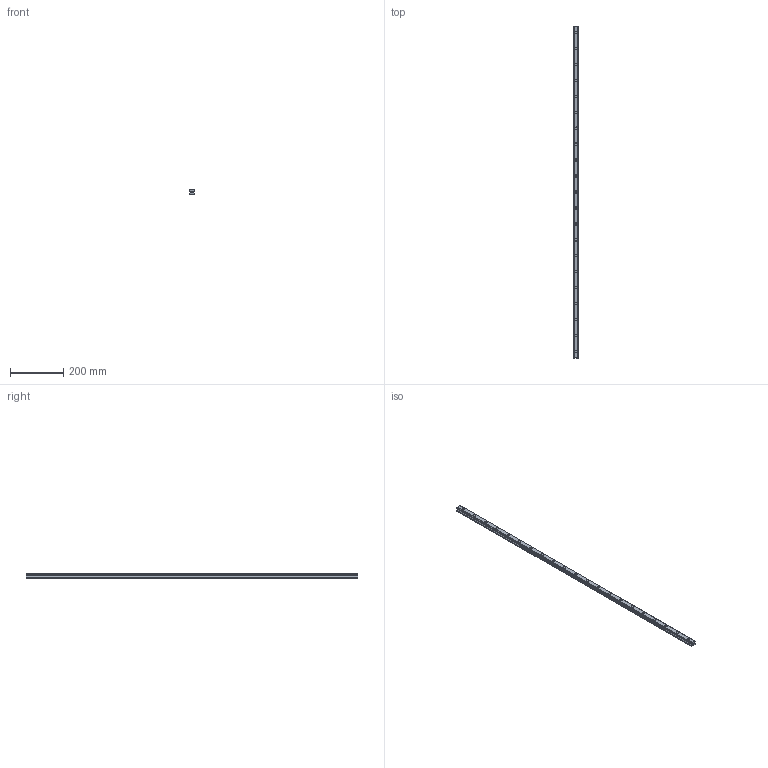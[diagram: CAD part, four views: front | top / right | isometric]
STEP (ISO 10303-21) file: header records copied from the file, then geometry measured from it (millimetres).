
FILE_DESCRIPTION(('STEP AP214'),'1');
FILE_NAME('cctmp_49F8C101-F020-4107-BFF9-F192106B8BC0_2020_5_18_14_59_40_576..stp','2020-05-18T12:59:40',('HIWIN GmbH'),('CADClick - www.CADClick.com'),'Spatial InterOp 3D',' ','unknown authorization');
FILE_SCHEMA(('AUTOMOTIVE_DESIGN'));
Length unit declared in the file: millimetre
Products named in the file (1): HGR20R1250H_FILE
Bounding box: 20 x 1250 x 17.5 mm (x, y, z)
Volume: 357229.7 mm3; surface area: 106425.1 mm2
Topology: 1 solids, 1 shells, 296 faces, 681 edges, 454 vertices
Faces by surface type: cylinder 148, plane 148
Entity records: 10873 total; most frequent: DIRECTION 1571, CARTESIAN_POINT 1432, ORIENTED_EDGE 1362, EDGE_CURVE 681, AXIS2_PLACEMENT_3D 593, VERTEX_POINT 454, LINE 385, VECTOR 385
